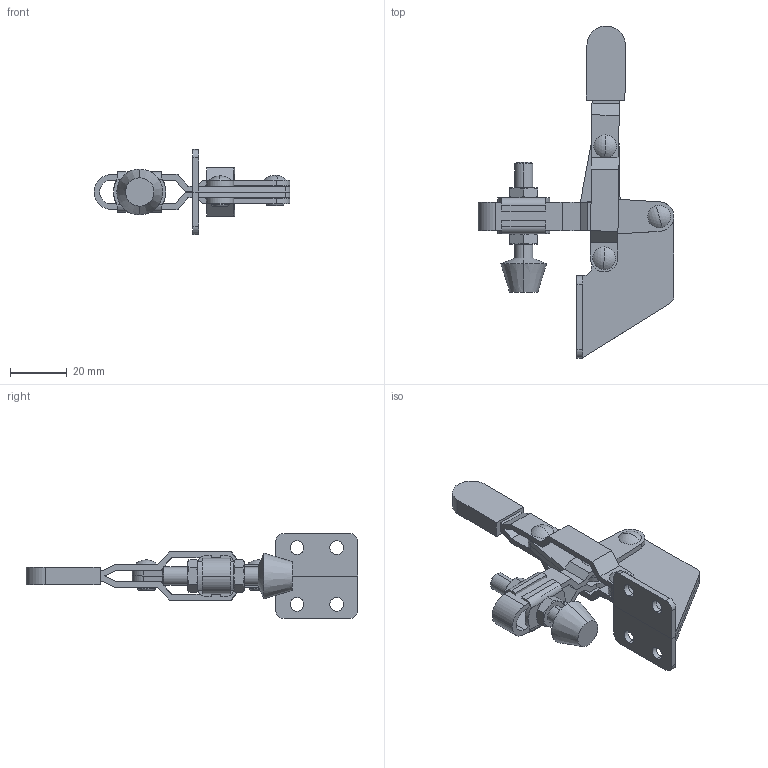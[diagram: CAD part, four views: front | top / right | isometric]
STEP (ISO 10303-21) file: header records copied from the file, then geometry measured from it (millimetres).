
FILE_DESCRIPTION (( 'STEP AP214' ), '1' );
FILE_NAME ('GH-101-B(Â²¤Æ).STEP', '2020-05-14T05:55:05', ( 'LinWei' ), ( '' ), 'SwSTEP 2.0', 'SolidWorks 2016', '' );
FILE_SCHEMA (( 'AUTOMOTIVE_DESIGN' ));
Length unit declared in the file: millimetre
Products named in the file (6): Group5^GH-101-B; Group4^GH-101-B; Group3^GH-101-B; Group2^GH-101-B; Group1^GH-101-B; GH-101-B(簡化)
Assembly tree (5 placements, depth 2):
  GH-101-B(簡化)
    Group1^GH-101-B
    Group2^GH-101-B
    Group3^GH-101-B
    Group4^GH-101-B
    Group5^GH-101-B
Bounding box: 69 x 117.03 x 30 mm (x, y, z)
Volume: 19404.2 mm3; surface area: 16607.2 mm2
Topology: 5 solids, 5 shells, 286 faces, 704 edges, 449 vertices
Faces by surface type: plane 149, cylinder 87, cone 30, torus 12, sphere 8
Entity records: 9765 total; most frequent: CARTESIAN_POINT 1767, DIRECTION 1478, ORIENTED_EDGE 1408, EDGE_CURVE 704, AXIS2_PLACEMENT_3D 544, VERTEX_POINT 449, VECTOR 390, LINE 390
